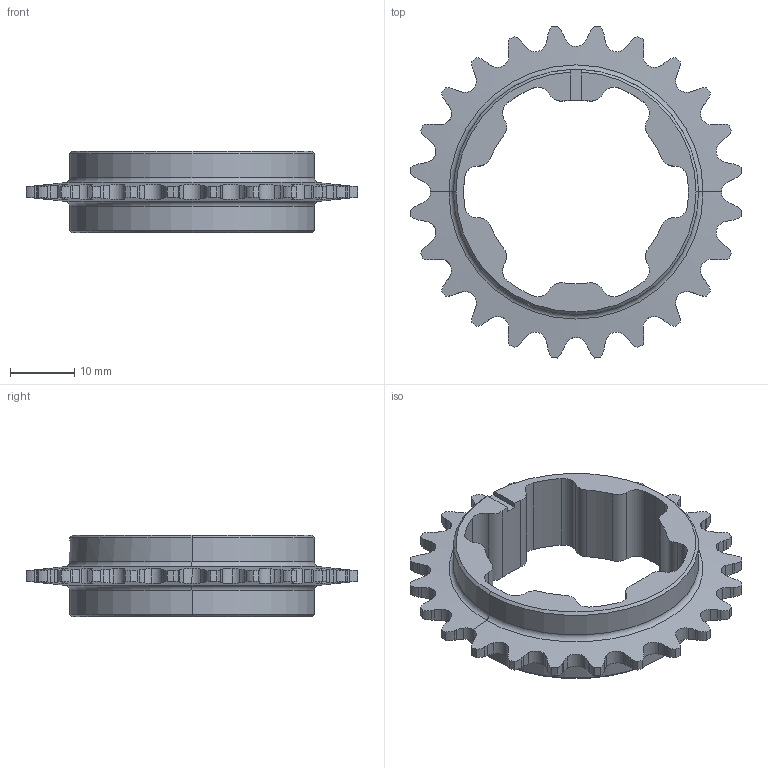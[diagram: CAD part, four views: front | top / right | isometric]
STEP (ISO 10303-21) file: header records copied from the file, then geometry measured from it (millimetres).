
FILE_DESCRIPTION (( 'STEP AP203' ), '1' );
FILE_NAME ('REV-21-2015.STEP', '2022-03-31T17:05:04', ( '' ), ( '' ), 'SwSTEP 2.0', 'SolidWorks 2022', '' );
FILE_SCHEMA (( 'CONFIG_CONTROL_DESIGN' ));
Length unit declared in the file: inch
Products named in the file (1): REV-21-2015
Bounding box: 51.62 x 51.62 x 12.7 mm (x, y, z)
Volume: 6078.9 mm3; surface area: 5081.5 mm2
Topology: 1 solids, 1 shells, 268 faces, 787 edges, 520 vertices
Faces by surface type: cylinder 202, plane 53, cone 9, torus 4
Entity records: 9935 total; most frequent: CARTESIAN_POINT 3306, ORIENTED_EDGE 1574, DIRECTION 1114, EDGE_CURVE 787, VERTEX_POINT 520, AXIS2_PLACEMENT_3D 424, B_SPLINE_CURVE_WITH_KNOTS 366, EDGE_LOOP 269
